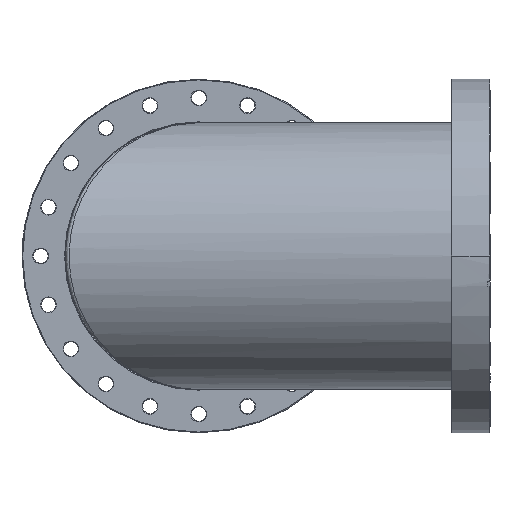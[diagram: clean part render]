
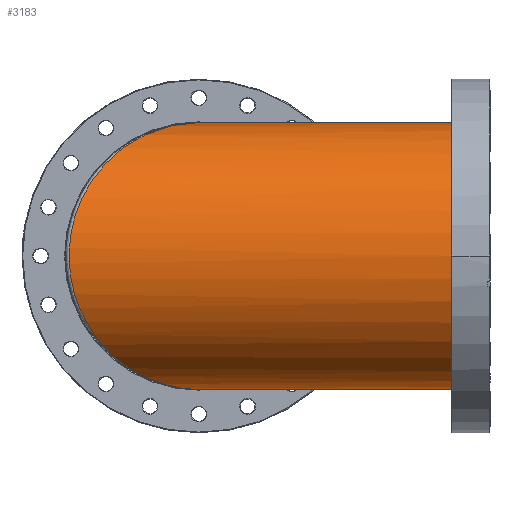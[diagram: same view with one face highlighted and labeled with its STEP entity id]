
A CAD part, left-side view. The second image highlights one B-rep face of the part: STEP entity #3183.
In plain terms, the highlighted cylindrical face has radius 76.2 mm (diameter 152.4 mm), a partial arc.
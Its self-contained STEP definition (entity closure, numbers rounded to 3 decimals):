
#59 = ORIENTED_EDGE ( 'NONE', *, *, #4477, .T. ) ;
#308 = LINE ( 'NONE', #4679, #421 ) ;
#359 = CIRCLE ( 'NONE', #1051, 76.2 ) ;
#421 = VECTOR ( 'NONE', #1204, 1000. ) ;
#467 = CARTESIAN_POINT ( 'NONE',  ( 0., 369.526, 0. ) ) ;
#489 = VERTEX_POINT ( 'NONE', #1227 ) ;
#558 = VERTEX_POINT ( 'NONE', #3586 ) ;
#726 = FACE_OUTER_BOUND ( 'NONE', #4609, .T. ) ;
#810 = CARTESIAN_POINT ( 'NONE',  ( 0., 154., -76.2 ) ) ;
#1051 = AXIS2_PLACEMENT_3D ( 'NONE', #3582, #1260, #3973 ) ;
#1204 = DIRECTION ( 'NONE',  ( 0., -1., 0. ) ) ;
#1227 = CARTESIAN_POINT ( 'NONE',  ( 0., 0., -76.2 ) ) ;
#1260 = DIRECTION ( 'NONE',  ( 0., 1., 0. ) ) ;
#1309 = AXIS2_PLACEMENT_3D ( 'NONE', #467, #3176, #2791 ) ;
#1376 = CARTESIAN_POINT ( 'NONE',  ( 0., 154., -76.2 ) ) ;
#1452 = ORIENTED_EDGE ( 'NONE', *, *, #2024, .F. ) ;
#1651 = ORIENTED_EDGE ( 'NONE', *, *, #3555, .T. ) ;
#1672 = CARTESIAN_POINT ( 'NONE',  ( 0., 369.526, 76.2 ) ) ;
#2024 = EDGE_CURVE ( 'NONE', #558, #4329, #3083, .T. ) ;
#2050 = VECTOR ( 'NONE', #2854, 1000. ) ;
#2300 = CYLINDRICAL_SURFACE ( 'NONE', #1309, 76.2 ) ;
#2542 = CARTESIAN_POINT ( 'NONE',  ( 0., 154., 76.2 ) ) ;
#2698 = VERTEX_POINT ( 'NONE', #810 ) ;
#2791 = DIRECTION ( 'NONE',  ( 0., 0., -1. ) ) ;
#2854 = DIRECTION ( 'NONE',  ( 0., -1., 0. ) ) ;
#2900 = ORIENTED_EDGE ( 'NONE', *, *, #3208, .T. ) ;
#2901 = CARTESIAN_POINT ( 'NONE',  ( -152.4, 302.4, 76.2 ) ) ;
#3083 = LINE ( 'NONE', #1672, #2050 ) ;
#3176 = DIRECTION ( 'NONE',  ( 0., -1., 0. ) ) ;
#3183 = ADVANCED_FACE ( 'NONE', ( #726 ), #2300, .T. ) ;
#3208 = EDGE_CURVE ( 'NONE', #489, #4329, #359, .T. ) ;
#3555 = EDGE_CURVE ( 'NONE', #558, #2698, #3825, .T. ) ;
#3582 = CARTESIAN_POINT ( 'NONE',  ( 0., 0., 0. ) ) ;
#3586 = CARTESIAN_POINT ( 'NONE',  ( 0., 154., 76.2 ) ) ;
#3706 = CARTESIAN_POINT ( 'NONE',  ( -152.4, 302.4, -76.2 ) ) ;
#3825 =( BOUNDED_CURVE ( )  B_SPLINE_CURVE ( 3, ( #2542, #2901, #3706, #1376 ),
 .UNSPECIFIED., .F., .T. ) 
 B_SPLINE_CURVE_WITH_KNOTS ( ( 4, 4 ),
 ( 1.571, 4.712 ),
 .UNSPECIFIED. ) 
 CURVE ( )  GEOMETRIC_REPRESENTATION_ITEM ( )  RATIONAL_B_SPLINE_CURVE ( ( 1., 0.333, 0.333, 1. ) ) 
 REPRESENTATION_ITEM ( '' )  );
#3973 = DIRECTION ( 'NONE',  ( 0., 0., 1. ) ) ;
#4329 = VERTEX_POINT ( 'NONE', #4614 ) ;
#4477 = EDGE_CURVE ( 'NONE', #2698, #489, #308, .T. ) ;
#4609 = EDGE_LOOP ( 'NONE', ( #1452, #1651, #59, #2900 ) ) ;
#4614 = CARTESIAN_POINT ( 'NONE',  ( 0., 0., 76.2 ) ) ;
#4679 = CARTESIAN_POINT ( 'NONE',  ( 0., 369.526, -76.2 ) ) ;
